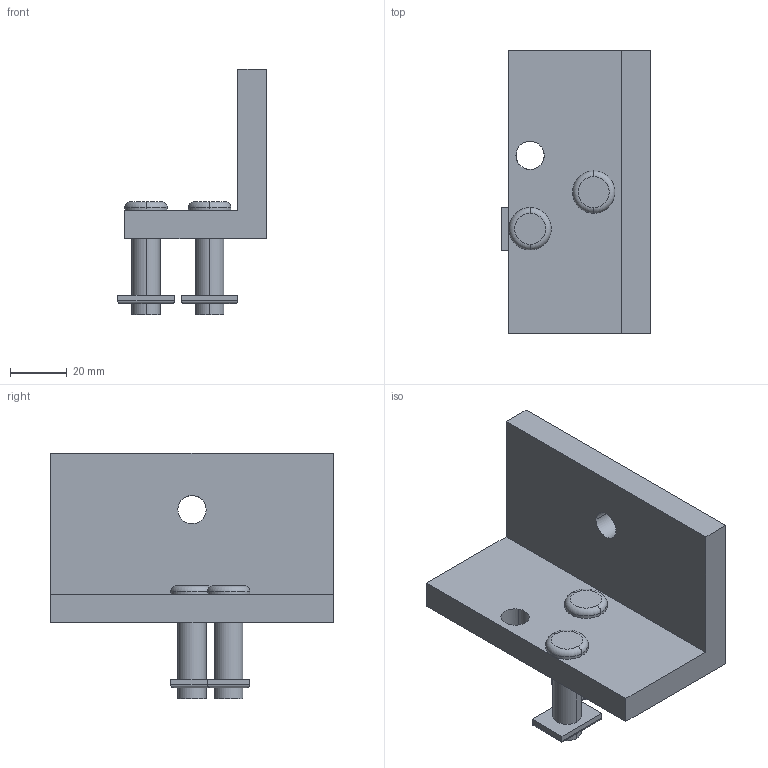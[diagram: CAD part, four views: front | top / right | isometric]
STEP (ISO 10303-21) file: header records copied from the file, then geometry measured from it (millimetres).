
FILE_DESCRIPTION(('CATIA V5 STEP Exchange'),'2;1');
FILE_NAME('as1-ac-214_small.stp','2014-11-09T11:25:11+00:00',('none'),('none'),'CATIA Version 5 Release 19 SP 3 (IN-10)','CATIA V5 STEP AP203','none');
FILE_SCHEMA(('CONFIG_CONTROL_DESIGN'));
Length unit declared in the file: millimetre
Products named in the file (2): AS1-AC-214; NUT-BOLT ASSEMBLY
Assembly tree (5 placements, depth 3):
  AS1-AC-214
    #58
    NUT-BOLT ASSEMBLY  x2
      #827
      #1060
Bounding box: 52.5 x 100 x 87 mm (x, y, z)
Volume: 104940 mm3; surface area: 29265.3 mm2
Topology: 5 solids, 5 shells, 62 faces, 134 edges, 84 vertices
Faces by surface type: cylinder 28, plane 26, torus 8
Entity records: 1492 total; most frequent: CARTESIAN_POINT 505, ORIENTED_EDGE 176, DIRECTION 168, EDGE_CURVE 88, AXIS2_PLACEMENT_3D 71, VERTEX_POINT 56, EDGE_LOOP 50, VECTOR 48
